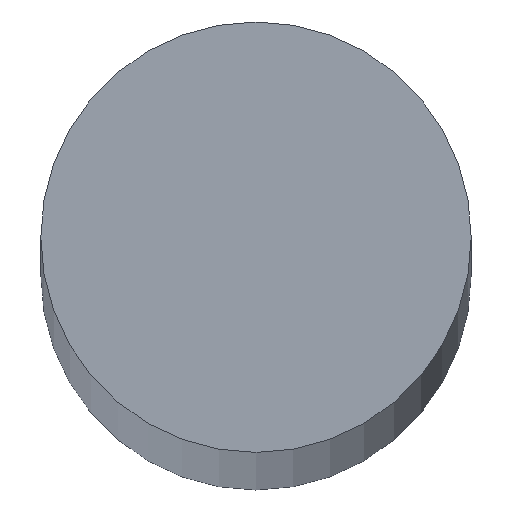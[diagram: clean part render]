
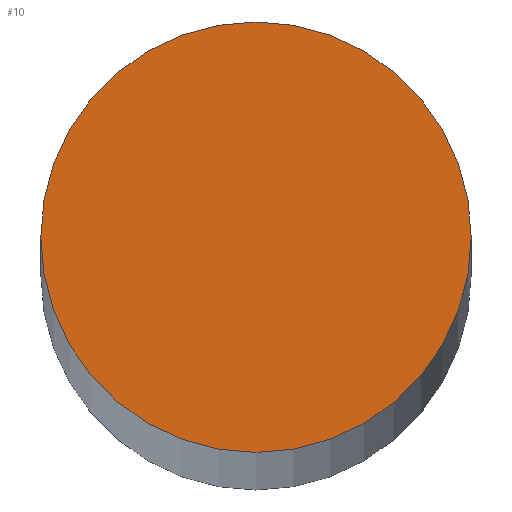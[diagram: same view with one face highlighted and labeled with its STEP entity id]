
A CAD part, top view. The second image highlights one B-rep face of the part: STEP entity #10.
In plain terms, the highlighted planar face has unit normal (0, 0, 1).
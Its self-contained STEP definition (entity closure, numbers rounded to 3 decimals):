
#10 = ADVANCED_FACE ( 'NONE', ( #16 ), #27, .T. ) ;
#15 = EDGE_CURVE ( 'NONE', #50, #173, #87, .T. ) ;
#16 = FACE_OUTER_BOUND ( 'NONE', #76, .T. ) ;
#17 = AXIS2_PLACEMENT_3D ( 'NONE', #163, #166, #78 ) ;
#27 = PLANE ( 'NONE',  #17 ) ;
#36 = ORIENTED_EDGE ( 'NONE', *, *, #15, .T. ) ;
#43 = DIRECTION ( 'NONE',  ( 1., 0., 0. ) ) ;
#50 = VERTEX_POINT ( 'NONE', #55 ) ;
#53 = DIRECTION ( 'NONE',  ( 0., 0., 1. ) ) ;
#55 = CARTESIAN_POINT ( 'NONE',  ( 1.5, 0., 150. ) ) ;
#60 = AXIS2_PLACEMENT_3D ( 'NONE', #140, #80, #43 ) ;
#76 = EDGE_LOOP ( 'NONE', ( #102, #36 ) ) ;
#78 = DIRECTION ( 'NONE',  ( 1., 0., 0. ) ) ;
#80 = DIRECTION ( 'NONE',  ( 0., 0., 1. ) ) ;
#87 = CIRCLE ( 'NONE', #60, 1.5 ) ;
#102 = ORIENTED_EDGE ( 'NONE', *, *, #120, .T. ) ;
#105 = AXIS2_PLACEMENT_3D ( 'NONE', #139, #53, #142 ) ;
#106 = CARTESIAN_POINT ( 'NONE',  ( -1.5, 0., 150. ) ) ;
#120 = EDGE_CURVE ( 'NONE', #173, #50, #141, .T. ) ;
#139 = CARTESIAN_POINT ( 'NONE',  ( 0., 0., 150. ) ) ;
#140 = CARTESIAN_POINT ( 'NONE',  ( 0., 0., 150. ) ) ;
#141 = CIRCLE ( 'NONE', #105, 1.5 ) ;
#142 = DIRECTION ( 'NONE',  ( 1., 0., 0. ) ) ;
#163 = CARTESIAN_POINT ( 'NONE',  ( 0., 0., 150. ) ) ;
#166 = DIRECTION ( 'NONE',  ( 0., 0., 1. ) ) ;
#173 = VERTEX_POINT ( 'NONE', #106 ) ;
